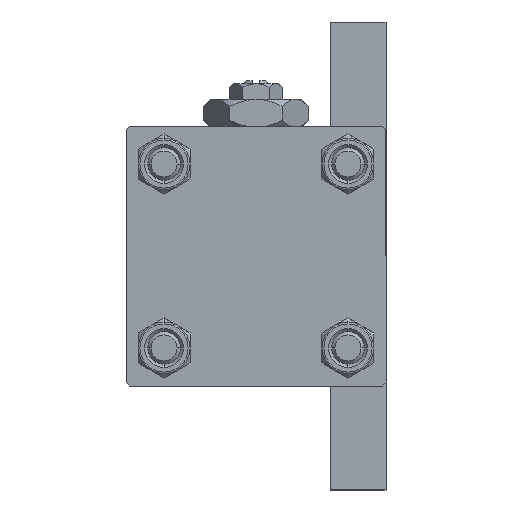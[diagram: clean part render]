
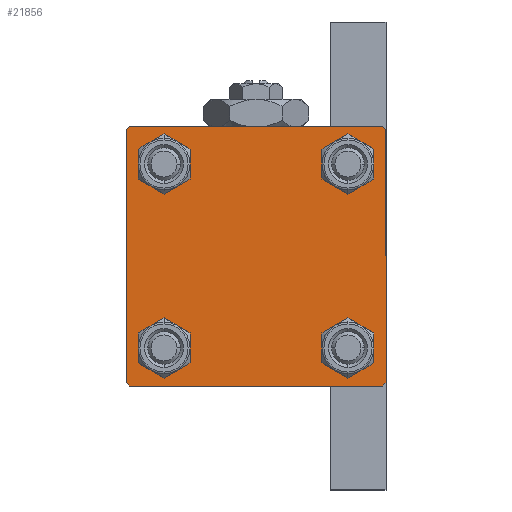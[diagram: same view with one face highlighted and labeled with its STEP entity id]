
A CAD part, left-side view. The second image highlights one B-rep face of the part: STEP entity #21856.
In plain terms, the highlighted planar face has unit normal (-1, 0, 0).
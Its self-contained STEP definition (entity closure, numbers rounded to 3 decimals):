
#238 = CARTESIAN_POINT ( 'NONE',  ( 0., -19.75, 19.75 ) ) ;
#378 = ORIENTED_EDGE ( 'NONE', *, *, #27212, .T. ) ;
#735 = CIRCLE ( 'NONE', #3185, 3. ) ;
#752 = VECTOR ( 'NONE', #31075, 1000. ) ;
#2297 = VECTOR ( 'NONE', #13637, 1000. ) ;
#3094 = CIRCLE ( 'NONE', #16184, 3. ) ;
#3185 = AXIS2_PLACEMENT_3D ( 'NONE', #5781, #44915, #25980 ) ;
#3487 = VECTOR ( 'NONE', #29835, 1000. ) ;
#3840 = DIRECTION ( 'NONE',  ( 0., 0.707, 0.707 ) ) ;
#3978 = FACE_BOUND ( 'NONE', #12379, .T. ) ;
#4040 = EDGE_CURVE ( 'NONE', #35015, #15425, #42415, .T. ) ;
#4053 = VERTEX_POINT ( 'NONE', #48765 ) ;
#4081 = EDGE_CURVE ( 'NONE', #33383, #41482, #735, .T. ) ;
#4524 = DIRECTION ( 'NONE',  ( 1., 0., 0. ) ) ;
#5111 = EDGE_CURVE ( 'NONE', #19158, #42581, #21645, .T. ) ;
#5391 = DIRECTION ( 'NONE',  ( 0., 0., 1. ) ) ;
#5781 = CARTESIAN_POINT ( 'NONE',  ( 0., 14.15, -14.15 ) ) ;
#5865 = VERTEX_POINT ( 'NONE', #11023 ) ;
#5909 = LINE ( 'NONE', #8747, #26991 ) ;
#6905 = VERTEX_POINT ( 'NONE', #21383 ) ;
#7081 = VERTEX_POINT ( 'NONE', #26737 ) ;
#7131 = DIRECTION ( 'NONE',  ( 0., 0., 1. ) ) ;
#7376 = DIRECTION ( 'NONE',  ( 1., 0., 0. ) ) ;
#7826 = EDGE_CURVE ( 'NONE', #25064, #42581, #19942, .T. ) ;
#7873 = DIRECTION ( 'NONE',  ( 0., -0.707, 0.707 ) ) ;
#8079 = AXIS2_PLACEMENT_3D ( 'NONE', #10898, #23185, #11407 ) ;
#8130 = EDGE_CURVE ( 'NONE', #40067, #5865, #28141, .T. ) ;
#8537 = AXIS2_PLACEMENT_3D ( 'NONE', #36188, #7376, #24416 ) ;
#8747 = CARTESIAN_POINT ( 'NONE',  ( 0., 19.75, 19.75 ) ) ;
#9300 = CARTESIAN_POINT ( 'NONE',  ( 0., 20., -20. ) ) ;
#9443 = CARTESIAN_POINT ( 'NONE',  ( 0., 14.15, 14.15 ) ) ;
#9555 = CARTESIAN_POINT ( 'NONE',  ( 0., -20., -19.5 ) ) ;
#10300 = CARTESIAN_POINT ( 'NONE',  ( 0., -14.15, 11.15 ) ) ;
#10404 = ORIENTED_EDGE ( 'NONE', *, *, #27320, .F. ) ;
#10898 = CARTESIAN_POINT ( 'NONE',  ( 0., 0., 0. ) ) ;
#11023 = CARTESIAN_POINT ( 'NONE',  ( 0., -14.15, -11.15 ) ) ;
#11147 = EDGE_CURVE ( 'NONE', #48817, #12724, #38830, .T. ) ;
#11282 = VERTEX_POINT ( 'NONE', #43658 ) ;
#11407 = DIRECTION ( 'NONE',  ( 0., 0., 1. ) ) ;
#11656 = ORIENTED_EDGE ( 'NONE', *, *, #4040, .T. ) ;
#12113 = EDGE_LOOP ( 'NONE', ( #44522, #11656 ) ) ;
#12356 = CARTESIAN_POINT ( 'NONE',  ( 0., 19.5, 20. ) ) ;
#12379 = EDGE_LOOP ( 'NONE', ( #378, #47878 ) ) ;
#12724 = VERTEX_POINT ( 'NONE', #9555 ) ;
#13293 = CARTESIAN_POINT ( 'NONE',  ( 0., 14.15, -17.15 ) ) ;
#13637 = DIRECTION ( 'NONE',  ( 0., -1., 0. ) ) ;
#13938 = LINE ( 'NONE', #41077, #31020 ) ;
#14730 = FACE_BOUND ( 'NONE', #21052, .T. ) ;
#15242 = FACE_BOUND ( 'NONE', #45432, .T. ) ;
#15372 = DIRECTION ( 'NONE',  ( 0., 0., 1. ) ) ;
#15425 = VERTEX_POINT ( 'NONE', #34684 ) ;
#15478 = CARTESIAN_POINT ( 'NONE',  ( 0., -19.5, 20. ) ) ;
#15494 = PLANE ( 'NONE',  #8079 ) ;
#16031 = ORIENTED_EDGE ( 'NONE', *, *, #23148, .T. ) ;
#16184 = AXIS2_PLACEMENT_3D ( 'NONE', #50435, #22555, #15372 ) ;
#16814 = ORIENTED_EDGE ( 'NONE', *, *, #7826, .T. ) ;
#18548 = CARTESIAN_POINT ( 'NONE',  ( 0., 20., 20. ) ) ;
#18777 = CARTESIAN_POINT ( 'NONE',  ( 0., 20., 20. ) ) ;
#18782 = EDGE_CURVE ( 'NONE', #15425, #35015, #45527, .T. ) ;
#19158 = VERTEX_POINT ( 'NONE', #12356 ) ;
#19348 = EDGE_CURVE ( 'NONE', #4053, #7081, #3094, .T. ) ;
#19942 = LINE ( 'NONE', #238, #35453 ) ;
#20272 = EDGE_CURVE ( 'NONE', #11282, #6905, #38869, .T. ) ;
#20345 = AXIS2_PLACEMENT_3D ( 'NONE', #9443, #25308, #28894 ) ;
#21052 = EDGE_LOOP ( 'NONE', ( #50062, #31875 ) ) ;
#21383 = CARTESIAN_POINT ( 'NONE',  ( 0., 19.5, -20. ) ) ;
#21645 = LINE ( 'NONE', #18548, #3487 ) ;
#21856 = ADVANCED_FACE ( 'NONE', ( #42630, #15242, #3978, #14730, #30858 ), #15494, .T. ) ;
#22555 = DIRECTION ( 'NONE',  ( 1., 0., 0. ) ) ;
#23148 = EDGE_CURVE ( 'NONE', #39382, #11282, #38239, .T. ) ;
#23185 = DIRECTION ( 'NONE',  ( -1., 0., 0. ) ) ;
#24416 = DIRECTION ( 'NONE',  ( 0., 0., 1. ) ) ;
#25064 = VERTEX_POINT ( 'NONE', #27887 ) ;
#25308 = DIRECTION ( 'NONE',  ( 1., 0., 0. ) ) ;
#25480 = CARTESIAN_POINT ( 'NONE',  ( 0., 14.15, -11.15 ) ) ;
#25980 = DIRECTION ( 'NONE',  ( 0., 0., 1. ) ) ;
#26737 = CARTESIAN_POINT ( 'NONE',  ( 0., 14.15, 17.15 ) ) ;
#26991 = VECTOR ( 'NONE', #37127, 1000. ) ;
#27171 = ORIENTED_EDGE ( 'NONE', *, *, #8130, .T. ) ;
#27212 = EDGE_CURVE ( 'NONE', #41482, #33383, #49809, .T. ) ;
#27320 = EDGE_CURVE ( 'NONE', #25064, #12724, #13938, .T. ) ;
#27408 = CARTESIAN_POINT ( 'NONE',  ( 0., -19.5, -20. ) ) ;
#27662 = VECTOR ( 'NONE', #41685, 1000. ) ;
#27887 = CARTESIAN_POINT ( 'NONE',  ( 0., -20., 19.5 ) ) ;
#28041 = EDGE_CURVE ( 'NONE', #5865, #40067, #40031, .T. ) ;
#28141 = CIRCLE ( 'NONE', #8537, 3. ) ;
#28296 = DIRECTION ( 'NONE',  ( 1., 0., 0. ) ) ;
#28894 = DIRECTION ( 'NONE',  ( 0., 0., 1. ) ) ;
#28982 = EDGE_CURVE ( 'NONE', #19158, #39382, #5909, .T. ) ;
#29555 = DIRECTION ( 'NONE',  ( 0., 0., -1. ) ) ;
#29835 = DIRECTION ( 'NONE',  ( 0., -1., 0. ) ) ;
#29904 = DIRECTION ( 'NONE',  ( 1., 0., 0. ) ) ;
#30214 = AXIS2_PLACEMENT_3D ( 'NONE', #35979, #28296, #35727 ) ;
#30701 = VECTOR ( 'NONE', #7873, 1000. ) ;
#30858 = FACE_OUTER_BOUND ( 'NONE', #45272, .T. ) ;
#31020 = VECTOR ( 'NONE', #29555, 1000. ) ;
#31075 = DIRECTION ( 'NONE',  ( 0., 0., -1. ) ) ;
#31132 = ORIENTED_EDGE ( 'NONE', *, *, #5111, .F. ) ;
#31159 = CARTESIAN_POINT ( 'NONE',  ( 0., -19.75, -19.75 ) ) ;
#31875 = ORIENTED_EDGE ( 'NONE', *, *, #19348, .T. ) ;
#32441 = ORIENTED_EDGE ( 'NONE', *, *, #11147, .T. ) ;
#32954 = ORIENTED_EDGE ( 'NONE', *, *, #34946, .T. ) ;
#32965 = CARTESIAN_POINT ( 'NONE',  ( 0., 20., 19.5 ) ) ;
#33383 = VERTEX_POINT ( 'NONE', #13293 ) ;
#34088 = CARTESIAN_POINT ( 'NONE',  ( 0., -14.15, -17.15 ) ) ;
#34539 = ORIENTED_EDGE ( 'NONE', *, *, #28041, .T. ) ;
#34684 = CARTESIAN_POINT ( 'NONE',  ( 0., -14.15, 17.15 ) ) ;
#34946 = EDGE_CURVE ( 'NONE', #6905, #48817, #48949, .T. ) ;
#35015 = VERTEX_POINT ( 'NONE', #10300 ) ;
#35453 = VECTOR ( 'NONE', #3840, 1000. ) ;
#35727 = DIRECTION ( 'NONE',  ( 0., 0., 1. ) ) ;
#35744 = DIRECTION ( 'NONE',  ( 0., 0., 1. ) ) ;
#35862 = CARTESIAN_POINT ( 'NONE',  ( 0., -14.15, -14.15 ) ) ;
#35897 = AXIS2_PLACEMENT_3D ( 'NONE', #40079, #4524, #35744 ) ;
#35974 = ORIENTED_EDGE ( 'NONE', *, *, #28982, .T. ) ;
#35979 = CARTESIAN_POINT ( 'NONE',  ( 0., 14.15, -14.15 ) ) ;
#36188 = CARTESIAN_POINT ( 'NONE',  ( 0., -14.15, -14.15 ) ) ;
#37127 = DIRECTION ( 'NONE',  ( 0., 0.707, -0.707 ) ) ;
#37136 = EDGE_CURVE ( 'NONE', #7081, #4053, #42413, .T. ) ;
#38239 = LINE ( 'NONE', #18777, #752 ) ;
#38387 = AXIS2_PLACEMENT_3D ( 'NONE', #35862, #43774, #5391 ) ;
#38830 = LINE ( 'NONE', #31159, #30701 ) ;
#38869 = LINE ( 'NONE', #46275, #27662 ) ;
#39021 = AXIS2_PLACEMENT_3D ( 'NONE', #42178, #29904, #7131 ) ;
#39382 = VERTEX_POINT ( 'NONE', #32965 ) ;
#40031 = CIRCLE ( 'NONE', #38387, 3. ) ;
#40067 = VERTEX_POINT ( 'NONE', #34088 ) ;
#40079 = CARTESIAN_POINT ( 'NONE',  ( 0., -14.15, 14.15 ) ) ;
#41077 = CARTESIAN_POINT ( 'NONE',  ( 0., -20., 20. ) ) ;
#41482 = VERTEX_POINT ( 'NONE', #25480 ) ;
#41685 = DIRECTION ( 'NONE',  ( 0., -0.707, -0.707 ) ) ;
#42178 = CARTESIAN_POINT ( 'NONE',  ( 0., -14.15, 14.15 ) ) ;
#42413 = CIRCLE ( 'NONE', #20345, 3. ) ;
#42415 = CIRCLE ( 'NONE', #35897, 3. ) ;
#42581 = VERTEX_POINT ( 'NONE', #15478 ) ;
#42630 = FACE_BOUND ( 'NONE', #12113, .T. ) ;
#43658 = CARTESIAN_POINT ( 'NONE',  ( 0., 20., -19.5 ) ) ;
#43774 = DIRECTION ( 'NONE',  ( 1., 0., 0. ) ) ;
#44522 = ORIENTED_EDGE ( 'NONE', *, *, #18782, .T. ) ;
#44851 = ORIENTED_EDGE ( 'NONE', *, *, #20272, .T. ) ;
#44915 = DIRECTION ( 'NONE',  ( 1., 0., 0. ) ) ;
#45272 = EDGE_LOOP ( 'NONE', ( #16031, #44851, #32954, #32441, #10404, #16814, #31132, #35974 ) ) ;
#45432 = EDGE_LOOP ( 'NONE', ( #34539, #27171 ) ) ;
#45527 = CIRCLE ( 'NONE', #39021, 3. ) ;
#46275 = CARTESIAN_POINT ( 'NONE',  ( 0., 19.75, -19.75 ) ) ;
#47878 = ORIENTED_EDGE ( 'NONE', *, *, #4081, .T. ) ;
#48765 = CARTESIAN_POINT ( 'NONE',  ( 0., 14.15, 11.15 ) ) ;
#48817 = VERTEX_POINT ( 'NONE', #27408 ) ;
#48949 = LINE ( 'NONE', #9300, #2297 ) ;
#49809 = CIRCLE ( 'NONE', #30214, 3. ) ;
#50062 = ORIENTED_EDGE ( 'NONE', *, *, #37136, .T. ) ;
#50435 = CARTESIAN_POINT ( 'NONE',  ( 0., 14.15, 14.15 ) ) ;
